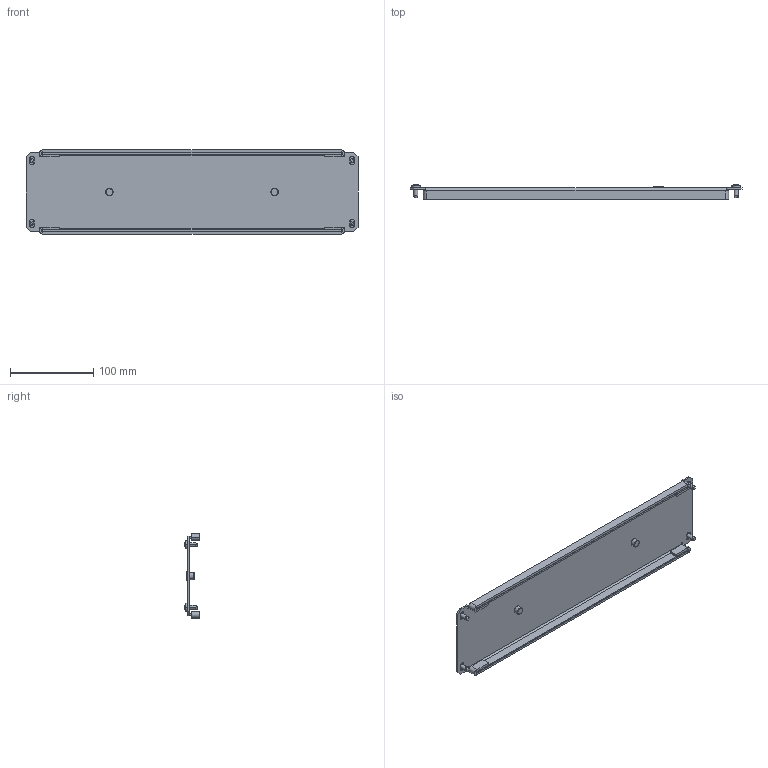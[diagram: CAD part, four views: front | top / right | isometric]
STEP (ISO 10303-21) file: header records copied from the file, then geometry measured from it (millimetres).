
FILE_DESCRIPTION (( 'STEP AP203' ), '1' );
FILE_NAME ('UR12101105000 Ïàíåëü îñíîâàíèÿ ãëóõàÿ ñðåäíÿÿ 100ìì RS52 00.50 (000.801.614-01).STEP', '2022-04-15T10:59:53', ( '' ), ( '' ), 'SwSTEP 2.0', 'SolidWorks 2017', '' );
FILE_SCHEMA (( 'CONFIG_CONTROL_DESIGN' ));
Length unit declared in the file: millimetre
Products named in the file (6): Óïëîòíèòåëü 3õ10 ïàíåëåé îñíîâàíèÿ LC3 00.80_02 (00.50); 000.130.351_èçì.1 Ïàíåëü îñíîâàíèÿ RS52_02 (00.50); Âèíò DIN 7500 C TORX_Œ5å12; 003-412 Ïàíåëü îñíîâàíèÿ_02 (00.50); UR12101105000 Ïàíåëü îñíîâàíèÿ ãëóõàÿ ñðåäíÿÿ 100ìì RS52 00.50 (000.801.614-01); ч蜱齁罻 ST-9
Assembly tree (10 placements, depth 3):
  UR12101105000 Ïàíåëü îñíîâàíèÿ ãëóõàÿ ñðåäíÿÿ 100ìì RS52 00.50 (000.801.614-01)
    000.130.351_èçì.1 Ïàíåëü îñíîâàíèÿ RS52_02 (00.50)
      003-412 Ïàíåëü îñíîâàíèÿ_02 (00.50)
      Óïëîòíèòåëü 3õ10 ïàíåëåé îñíîâàíèÿ LC3 00.80_02 (00.50)  x2
      ч蜱齁罻 ST-9  x2
    Âèíò DIN 7500 C TORX_Œ5å12  x4
Bounding box: 398 x 17.69 x 101 mm (x, y, z)
Volume: 117108.6 mm3; surface area: 117280.8 mm2
Topology: 9 solids, 9 shells, 316 faces, 794 edges, 504 vertices
Faces by surface type: plane 154, cylinder 118, cone 20, torus 16, sphere 8
Entity records: 5292 total; most frequent: CARTESIAN_POINT 887, DIRECTION 803, ORIENTED_EDGE 740, EDGE_CURVE 370, AXIS2_PLACEMENT_3D 294, VERTEX_POINT 232, LINE 215, VECTOR 215
